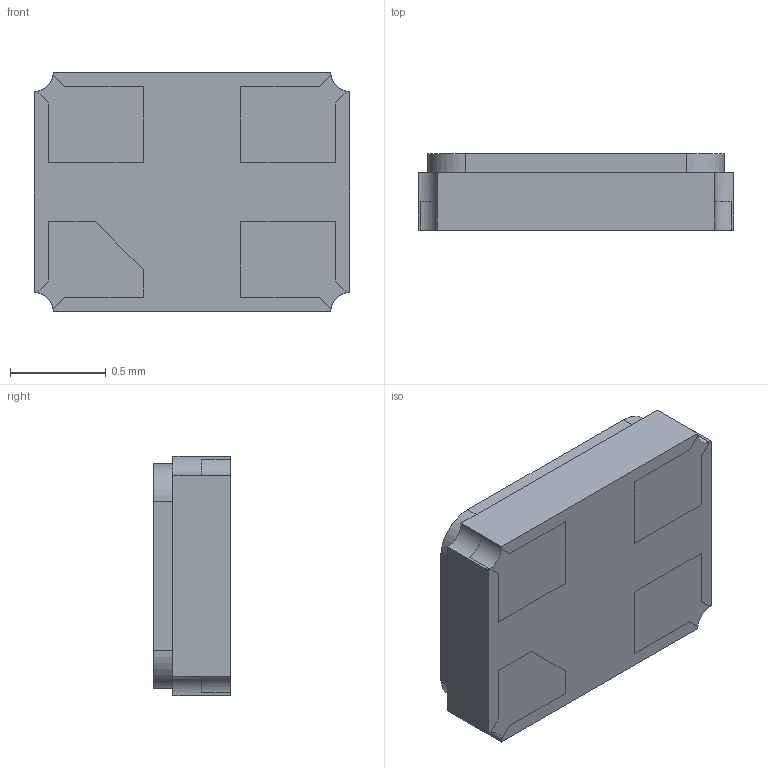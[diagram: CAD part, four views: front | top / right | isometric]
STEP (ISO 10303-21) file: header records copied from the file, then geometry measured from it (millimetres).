
FILE_DESCRIPTION (( 'STEP AP214' ), '1' );
FILE_NAME ('ABM-XXX Part 3.STEP', '2016-06-17T14:43:21', ( 'sathurthi' ), ( '' ), 'SwSTEP 2.0', 'SolidWorks 2012', '' );
FILE_SCHEMA (( 'AUTOMOTIVE_DESIGN' ));
Length unit declared in the file: millimetre
Products named in the file (1): ABM-XXX Part 3
Bounding box: 1.65 x 0.4 x 1.25 mm (x, y, z)
Volume: 0.8 mm3; surface area: 9.9 mm2
Topology: 5 solids, 5 shells, 194 faces, 519 edges, 346 vertices
Faces by surface type: plane 156, bspline 26, cylinder 12
Entity records: 8673 total; most frequent: CARTESIAN_POINT 2086, ORIENTED_EDGE 1038, DIRECTION 837, EDGE_CURVE 519, LINE 435, VECTOR 435, VERTEX_POINT 346, EDGE_LOOP 205
